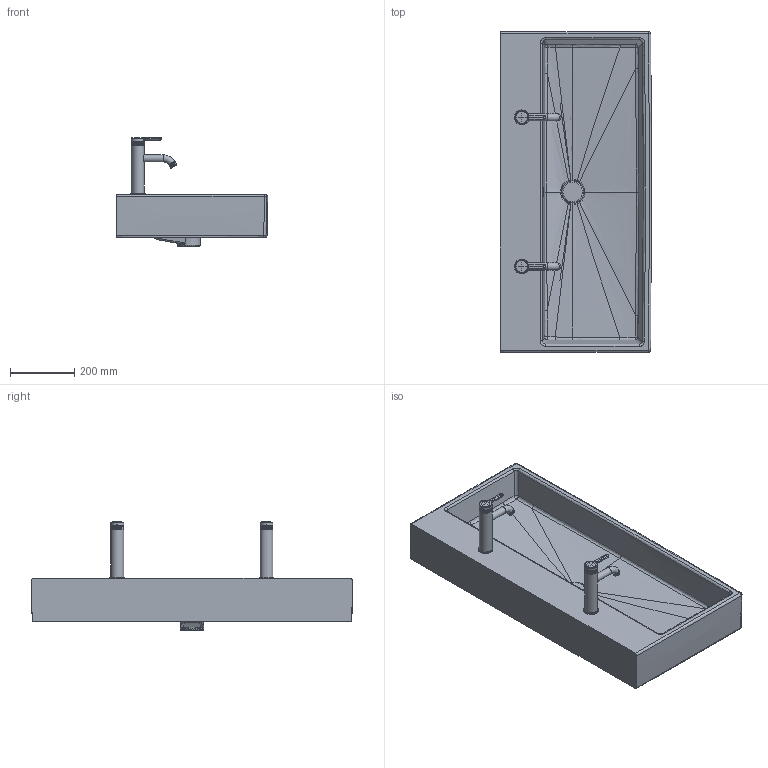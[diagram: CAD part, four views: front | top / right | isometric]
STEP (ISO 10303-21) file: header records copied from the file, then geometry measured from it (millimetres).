
FILE_DESCRIPTION((''),'2;1');
FILE_NAME('235010_2.stp','2017-07-04T10:34:00',('Administrator'),(''),'Autodesk Inventor 2011','Autodesk Inventor 2011','');
FILE_SCHEMA(('CONFIG_CONTROL_DESIGN'));
Length unit declared in the file: millimetre
Products named in the file (10): 235010_2; Kelch_Stopfen VERO AIR Bgr; Armatur C1 WT; 509115_ASM; 615832; 615833; 636748; 615729; 615737
Assembly tree (10 placements, depth 4):
  235010_2
    235010_2
    Kelch_Stopfen VERO AIR Bgr
    Armatur C1 WT  x2
      509115_ASM
        615832
        615833
      636748
      615729
      615737
Bounding box: 471.23 x 1000.18 x 337.45 mm (x, y, z)
Volume: 19517388.3 mm3; surface area: 1875336.3 mm2
Topology: 13 solids, 19 shells, 624 faces, 1432 edges, 855 vertices
Faces by surface type: bspline 277, plane 146, cylinder 121, torus 32, cone 28, sphere 20
Full cylindrical faces by diameter (mm): 6 x2, 12 x2, 15 x2, 16 x2, 16.5 x4, 17.3 x2, 17.55 x2, 18.5 x4, 18.75 x2, 22 x4, 24 x1, 27.189 x2, 30.452 x1, 34 x2, 34.5 x2, 35 x3, 35.4 x2, 35.5 x2, 36.324 x1, 36.9 x8, 37.3 x2, 37.6 x2, 40 x4, 42.5 x2, 42.668 x1, 45.096 x1, 46 x2, 67.165 x1
Entity records: 45109 total; most frequent: CARTESIAN_POINT 35156, ORIENTED_EDGE 2036, DIRECTION 1512, EDGE_CURVE 1018, AXIS2_PLACEMENT_3D 674, VERTEX_POINT 634, EDGE_LOOP 594, FACE_OUTER_BOUND 489
